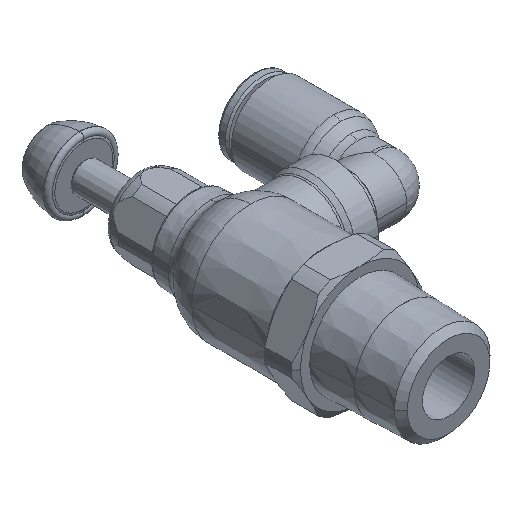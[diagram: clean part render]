
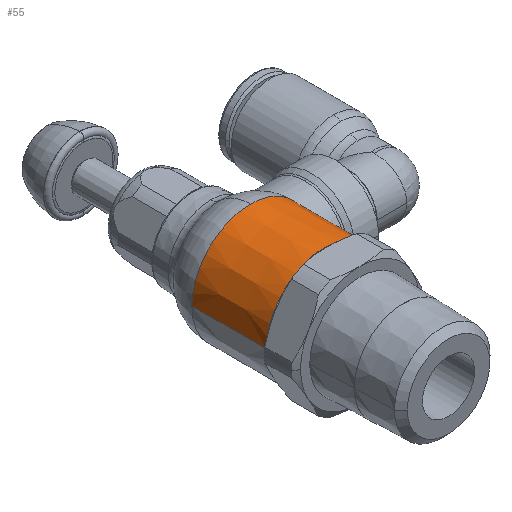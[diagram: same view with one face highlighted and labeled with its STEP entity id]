
A CAD part, isometric view. The second image highlights one B-rep face of the part: STEP entity #55.
In plain terms, the highlighted conical face has half-angle 0.02 degrees and reference radius 7.898 mm.
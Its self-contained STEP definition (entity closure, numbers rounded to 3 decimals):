
#55=ADVANCED_FACE('',(#227),#228,.T.);
#227=FACE_OUTER_BOUND('',#563,.T.);
#228=CONICAL_SURFACE('',#564,7.898,0.);
#563=EDGE_LOOP('',(#953,#954,#955,#956,#957,#958));
#564=AXIS2_PLACEMENT_3D('',#959,#960,#961);
#953=ORIENTED_EDGE('',*,*,#2217,.F.);
#954=ORIENTED_EDGE('',*,*,#2218,.T.);
#955=ORIENTED_EDGE('',*,*,#2219,.F.);
#956=ORIENTED_EDGE('',*,*,#2220,.T.);
#957=ORIENTED_EDGE('',*,*,#2215,.F.);
#958=ORIENTED_EDGE('',*,*,#2221,.F.);
#959=CARTESIAN_POINT('',(0.0,9.693,0.0));
#960=DIRECTION('',(-0.0,-1.0,-0.0));
#961=DIRECTION('',(-1.0,0.0,0.0));
#2215=EDGE_CURVE('',#2648,#2650,#2651,.T.);
#2217=EDGE_CURVE('',#2653,#2654,#2655,.T.);
#2218=EDGE_CURVE('',#2653,#2656,#2657,.T.);
#2219=EDGE_CURVE('',#2658,#2656,#2659,.T.);
#2220=EDGE_CURVE('',#2658,#2650,#2660,.T.);
#2221=EDGE_CURVE('',#2654,#2648,#2661,.T.);
#2648=VERTEX_POINT('',#3351);
#2650=VERTEX_POINT('',#3353);
#2651=CIRCLE('',#3354,7.897);
#2653=VERTEX_POINT('',#3385);
#2654=VERTEX_POINT('',#3386);
#2655=LINE('',#3387,#3388);
#2656=VERTEX_POINT('',#3389);
#2657=CIRCLE('',#3390,7.9);
#2658=VERTEX_POINT('',#3391);
#2659=LINE('',#3392,#3393);
#2660=B_SPLINE_CURVE_WITH_KNOTS('',3,(#3394,#3395,#3396,#3397,#3398,#3399,#3400,#3401,#3402,#3403,#3404,#3405,#3406,#3407,#3408,#3409,#3410,#3411,#3412,#3413,#3414,#3415,#3416,#3417,#3418,#3419,#3420,#3421,#3422,#3423),.UNSPECIFIED.,.F.,.F.,(4,2,2,2,2,2,2,2,2,2,2,2,2,2,4),(1.087,2.173,3.26,4.346,5.418,6.49,7.562,8.634,9.705,10.777,11.849,12.921,14.007,15.094,16.181),.UNSPECIFIED.);
#2661=CIRCLE('',#3424,7.897);
#3351=CARTESIAN_POINT('',(0.,14.7,7.897));
#3353=CARTESIAN_POINT('',(5.885,14.7,5.266));
#3354=AXIS2_PLACEMENT_3D('',#5145,#5146,#5147);
#3385=CARTESIAN_POINT('',(-7.9,4.686,0.0));
#3386=CARTESIAN_POINT('',(-7.897,14.7,0.));
#3387=CARTESIAN_POINT('',(-7.898,9.693,0.));
#3388=VECTOR('',#5148,1.0);
#3389=CARTESIAN_POINT('',(7.9,4.686,0.));
#3390=AXIS2_PLACEMENT_3D('',#5149,#5150,#5151);
#3391=CARTESIAN_POINT('',(7.898,10.725,0.));
#3392=CARTESIAN_POINT('',(7.898,9.693,0.));
#3393=VECTOR('',#5152,1.0);
#3394=CARTESIAN_POINT('',(5.793,15.114,-5.366));
#3395=CARTESIAN_POINT('',(5.86,14.755,-5.293));
#3396=CARTESIAN_POINT('',(5.959,14.404,-5.185));
#3397=CARTESIAN_POINT('',(6.193,13.736,-4.903));
#3398=CARTESIAN_POINT('',(6.328,13.42,-4.73));
#3399=CARTESIAN_POINT('',(6.607,12.835,-4.333));
#3400=CARTESIAN_POINT('',(6.749,12.567,-4.11));
#3401=CARTESIAN_POINT('',(7.015,12.094,-3.637));
#3402=CARTESIAN_POINT('',(7.149,11.871,-3.371));
#3403=CARTESIAN_POINT('',(7.397,11.474,-2.786));
#3404=CARTESIAN_POINT('',(7.51,11.299,-2.468));
#3405=CARTESIAN_POINT('',(7.699,11.015,-1.796));
#3406=CARTESIAN_POINT('',(7.774,10.906,-1.442));
#3407=CARTESIAN_POINT('',(7.873,10.761,-0.723));
#3408=CARTESIAN_POINT('',(7.898,10.725,-0.357));
#3409=CARTESIAN_POINT('',(7.898,10.725,0.357));
#3410=CARTESIAN_POINT('',(7.873,10.761,0.723));
#3411=CARTESIAN_POINT('',(7.774,10.906,1.442));
#3412=CARTESIAN_POINT('',(7.699,11.015,1.796));
#3413=CARTESIAN_POINT('',(7.51,11.299,2.468));
#3414=CARTESIAN_POINT('',(7.397,11.474,2.786));
#3415=CARTESIAN_POINT('',(7.149,11.871,3.371));
#3416=CARTESIAN_POINT('',(7.015,12.094,3.637));
#3417=CARTESIAN_POINT('',(6.749,12.567,4.11));
#3418=CARTESIAN_POINT('',(6.607,12.835,4.333));
#3419=CARTESIAN_POINT('',(6.328,13.42,4.73));
#3420=CARTESIAN_POINT('',(6.193,13.736,4.903));
#3421=CARTESIAN_POINT('',(5.959,14.404,5.185));
#3422=CARTESIAN_POINT('',(5.86,14.755,5.293));
#3423=CARTESIAN_POINT('',(5.793,15.114,5.366));
#3424=AXIS2_PLACEMENT_3D('',#5153,#5154,#5155);
#5145=CARTESIAN_POINT('',(0.0,14.7,0.0));
#5146=DIRECTION('',(0.0,1.0,0.0));
#5147=DIRECTION('',(-1.0,0.0,0.0));
#5148=DIRECTION('',(0.,1.,0.));
#5149=CARTESIAN_POINT('',(0.0,4.686,0.0));
#5150=DIRECTION('',(0.0,1.0,0.0));
#5151=DIRECTION('',(-1.0,0.0,0.0));
#5152=DIRECTION('',(0.,-1.,0.));
#5153=CARTESIAN_POINT('',(0.0,14.7,0.0));
#5154=DIRECTION('',(0.0,1.0,0.0));
#5155=DIRECTION('',(-1.0,0.0,0.0));
